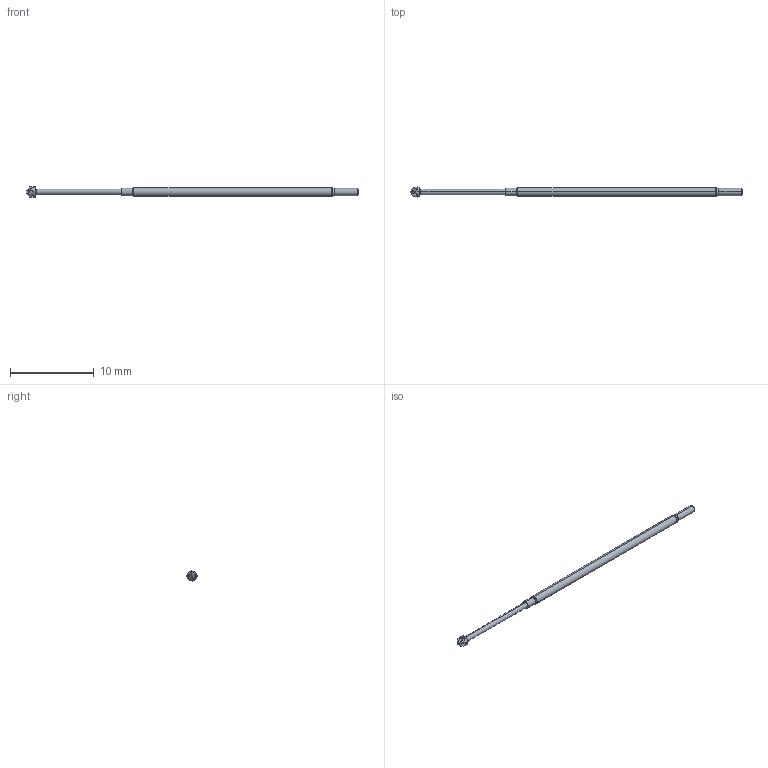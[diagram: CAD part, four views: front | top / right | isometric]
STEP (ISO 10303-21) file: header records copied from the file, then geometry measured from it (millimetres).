
FILE_DESCRIPTION (( 'STEP AP214' ), '1' );
FILE_NAME ('X50-PRP4006_.STEP', '2016-04-08T14:28:37', ( 'spare' ), ( '' ), 'SwSTEP 2.0', 'SolidWorks 2016', '' );
FILE_SCHEMA (( 'AUTOMOTIVE_DESIGN' ));
Length unit declared in the file: inch
Products named in the file (1): X50-PRP4006_
Bounding box: 39.62 x 1.19 x 1.19 mm (x, y, z)
Volume: 26.5 mm3; surface area: 115.4 mm2
Topology: 1 solids, 1 shells, 49 faces, 112 edges, 66 vertices
Faces by surface type: cone 24, cylinder 14, torus 8, plane 3
Entity records: 2081 total; most frequent: CARTESIAN_POINT 336, DIRECTION 226, ORIENTED_EDGE 224, EDGE_CURVE 112, AXIS2_PLACEMENT_3D 100, VERTEX_POINT 66, UNCERTAINTY_MEASURE_WITH_UNIT 52, LENGTH_MEASURE_WITH_UNIT 52
